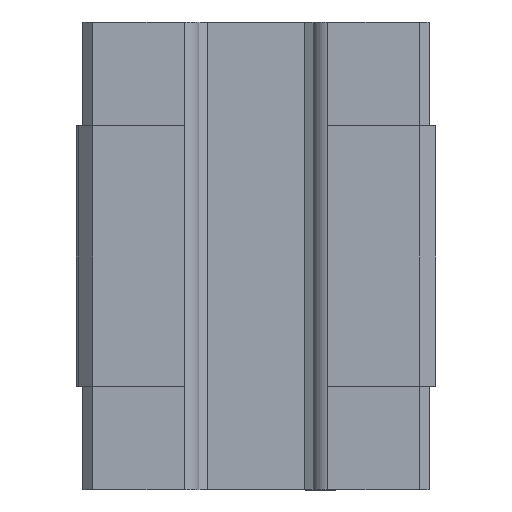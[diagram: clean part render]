
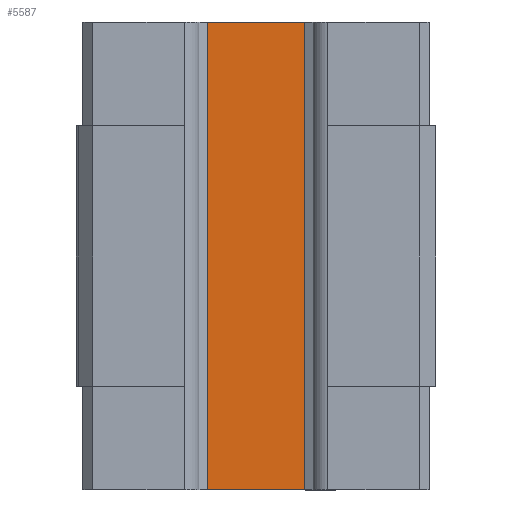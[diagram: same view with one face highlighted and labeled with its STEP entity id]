
A CAD part, front view. The second image highlights one B-rep face of the part: STEP entity #5587.
In plain terms, the highlighted planar face has unit normal (0, -1, 0).
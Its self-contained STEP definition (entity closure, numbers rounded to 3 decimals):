
#447 = CARTESIAN_POINT ( 'NONE',  ( 9.038, -9.15, 34.38 ) ) ;
#485 = DIRECTION ( 'NONE',  ( 0., 0., -1. ) ) ;
#531 = CARTESIAN_POINT ( 'NONE',  ( 9.038, -9.15, -28.65 ) ) ;
#532 = DIRECTION ( 'NONE',  ( -1., 0., 0. ) ) ;
#534 = CARTESIAN_POINT ( 'NONE',  ( -9.038, -9.15, 34.38 ) ) ;
#535 = DIRECTION ( 'NONE',  ( 0., 0., 1. ) ) ;
#568 = CARTESIAN_POINT ( 'NONE',  ( 0., -9.15, 28.65 ) ) ;
#591 = DIRECTION ( 'NONE',  ( 1., 0., 0. ) ) ;
#711 = CARTESIAN_POINT ( 'NONE',  ( 9.038, -9.15, 34.38 ) ) ;
#712 = PLANE ( 'NONE',  #9734 ) ;
#714 = DIRECTION ( 'NONE',  ( 0., 1., 0. ) ) ;
#715 = DIRECTION ( 'NONE',  ( 0., 0., 1. ) ) ;
#1138 = LINE ( 'NONE', #447, #1170 ) ;
#1170 = VECTOR ( 'NONE', #485, 1000. ) ;
#1209 = LINE ( 'NONE', #531, #1210 ) ;
#1210 = VECTOR ( 'NONE', #532, 1000. ) ;
#1211 = LINE ( 'NONE', #534, #1212 ) ;
#1212 = VECTOR ( 'NONE', #535, 1000. ) ;
#1237 = LINE ( 'NONE', #568, #1249 ) ;
#1249 = VECTOR ( 'NONE', #591, 1000. ) ;
#1307 = FACE_OUTER_BOUND ( 'NONE', #2876, .T. ) ;
#1381 = VERTEX_POINT ( 'NONE', #2027 ) ;
#2027 = CARTESIAN_POINT ( 'NONE',  ( 9.038, -9.15, -28.65 ) ) ;
#2046 = VERTEX_POINT ( 'NONE', #6067 ) ;
#2341 = VERTEX_POINT ( 'NONE', #6089 ) ;
#2344 = VERTEX_POINT ( 'NONE', #6090 ) ;
#2876 = EDGE_LOOP ( 'NONE', ( #5328, #5329, #5330, #5331 ) ) ;
#4835 = EDGE_CURVE ( 'NONE', #2046, #1381, #1138, .T. ) ;
#4857 = EDGE_CURVE ( 'NONE', #1381, #2341, #1209, .T. ) ;
#4858 = EDGE_CURVE ( 'NONE', #2341, #2344, #1211, .T. ) ;
#4881 = EDGE_CURVE ( 'NONE', #2344, #2046, #1237, .T. ) ;
#5328 = ORIENTED_EDGE ( 'NONE', *, *, #4857, .F. ) ;
#5329 = ORIENTED_EDGE ( 'NONE', *, *, #4835, .F. ) ;
#5330 = ORIENTED_EDGE ( 'NONE', *, *, #4881, .F. ) ;
#5331 = ORIENTED_EDGE ( 'NONE', *, *, #4858, .F. ) ;
#5587 = ADVANCED_FACE ( 'NONE', ( #1307 ), #712, .F. ) ;
#6067 = CARTESIAN_POINT ( 'NONE',  ( 9.038, -9.15, 28.65 ) ) ;
#6089 = CARTESIAN_POINT ( 'NONE',  ( -9.038, -9.15, -28.65 ) ) ;
#6090 = CARTESIAN_POINT ( 'NONE',  ( -9.038, -9.15, 28.65 ) ) ;
#9734 = AXIS2_PLACEMENT_3D ( 'NONE', #711, #714, #715 ) ;
